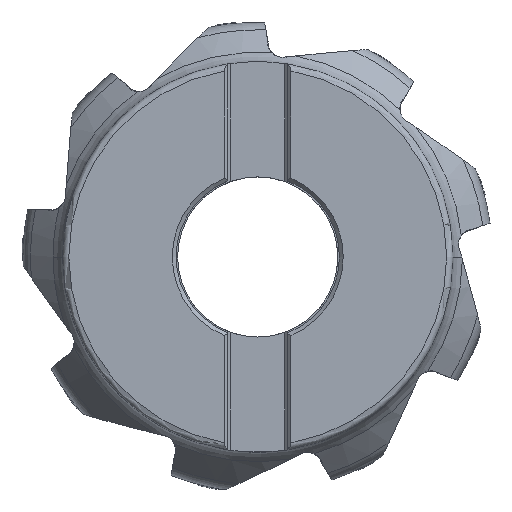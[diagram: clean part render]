
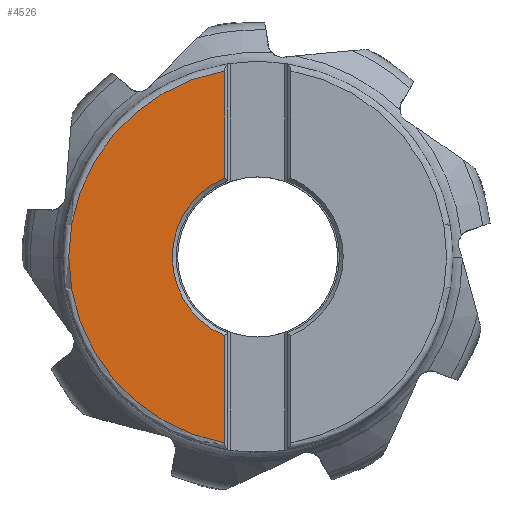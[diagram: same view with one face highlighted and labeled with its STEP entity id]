
A CAD part, top view. The second image highlights one B-rep face of the part: STEP entity #4526.
In plain terms, the highlighted planar face has unit normal (0, 0, 1).
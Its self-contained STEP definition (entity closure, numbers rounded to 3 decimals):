
#1385=PLANE('',#24340);
#2300=LINE('',#54839,#3413);
#2301=LINE('',#54963,#3414);
#3413=VECTOR('',#28914,1.);
#3414=VECTOR('',#28933,1.);
#4526=ADVANCED_FACE('',(#5885),#1385,.F.);
#5885=FACE_OUTER_BOUND('',#7158,.T.);
#7158=EDGE_LOOP('',(#13919,#13920,#13921,#13922));
#13919=ORIENTED_EDGE('',*,*,#20876,.T.);
#13920=ORIENTED_EDGE('',*,*,#20884,.T.);
#13921=ORIENTED_EDGE('',*,*,#20885,.T.);
#13922=ORIENTED_EDGE('',*,*,#20870,.T.);
#17725=VERTEX_POINT('',#54840);
#17726=VERTEX_POINT('',#54841);
#17728=VERTEX_POINT('',#54889);
#17736=VERTEX_POINT('',#54964);
#20870=EDGE_CURVE('',#17725,#17726,#2300,.T.);
#20876=EDGE_CURVE('',#17726,#17728,#22224,.T.);
#20884=EDGE_CURVE('',#17728,#17736,#2301,.T.);
#20885=EDGE_CURVE('',#17736,#17725,#22228,.T.);
#22224=CIRCLE('',#24333,59.913);
#22228=CIRCLE('',#24339,27.1);
#24333=AXIS2_PLACEMENT_3D('',#54890,#28921,#28922);
#24339=AXIS2_PLACEMENT_3D('',#54965,#28934,#28935);
#24340=AXIS2_PLACEMENT_3D('',#54966,#28936,#28937);
#28914=DIRECTION('',(0.,1.,0.));
#28921=DIRECTION('',(0.,0.,1.));
#28922=DIRECTION('',(-0.176,0.984,0.));
#28933=DIRECTION('',(0.,1.,0.));
#28934=DIRECTION('',(0.,0.,-1.));
#28935=DIRECTION('',(-0.388,-0.922,0.));
#28936=DIRECTION('',(0.,0.,-1.));
#28937=DIRECTION('',(-1.,0.,0.));
#54839=CARTESIAN_POINT('',(-10.525,24.973,0.));
#54840=CARTESIAN_POINT('',(-10.525,24.973,0.));
#54841=CARTESIAN_POINT('',(-10.525,58.981,0.));
#54889=CARTESIAN_POINT('',(-10.525,-58.981,0.));
#54890=CARTESIAN_POINT('',(0.,0.,0.));
#54963=CARTESIAN_POINT('',(-10.525,-58.981,0.));
#54964=CARTESIAN_POINT('',(-10.525,-24.973,0.));
#54965=CARTESIAN_POINT('',(0.,0.,0.));
#54966=CARTESIAN_POINT('',(0.,0.,0.));
